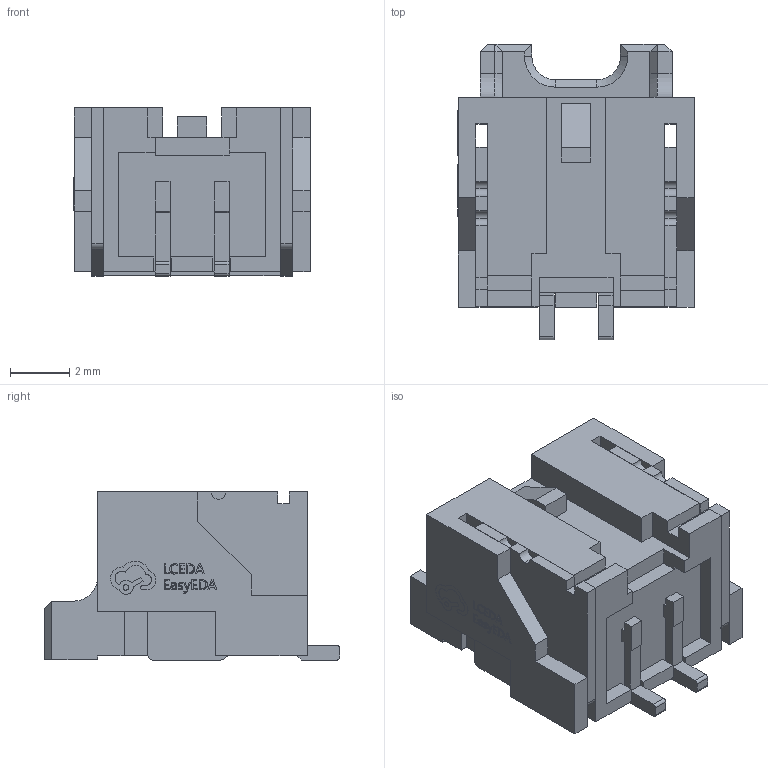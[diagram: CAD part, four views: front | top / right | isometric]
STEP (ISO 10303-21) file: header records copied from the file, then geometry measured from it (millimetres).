
FILE_DESCRIPTION (( 'STEP AP214' ), '1' );
FILE_NAME ('CONN-SMD_SM02B-PASS-TLFSN.STEP', '2022-06-18T00:51:10', ( '' ), ( '' ), 'SwSTEP 2.0', 'SolidWorks 2020', '' );
FILE_SCHEMA (( 'AUTOMOTIVE_DESIGN' ));
Length unit declared in the file: millimetre
Products named in the file (1): CONN-SMD_SM02B-PASS-TLFSN
Bounding box: 8.01 x 10 x 5.7 mm (x, y, z)
Volume: 191.9 mm3; surface area: 653.4 mm2
Topology: 3 solids, 3 shells, 433 faces, 1175 edges, 772 vertices
Faces by surface type: plane 309, bspline 98, cylinder 22, cone 4
Entity records: 18772 total; most frequent: CARTESIAN_POINT 3687, ORIENTED_EDGE 2350, DIRECTION 1695, EDGE_CURVE 1175, LINE 927, VECTOR 927, VERTEX_POINT 772, EDGE_LOOP 457
